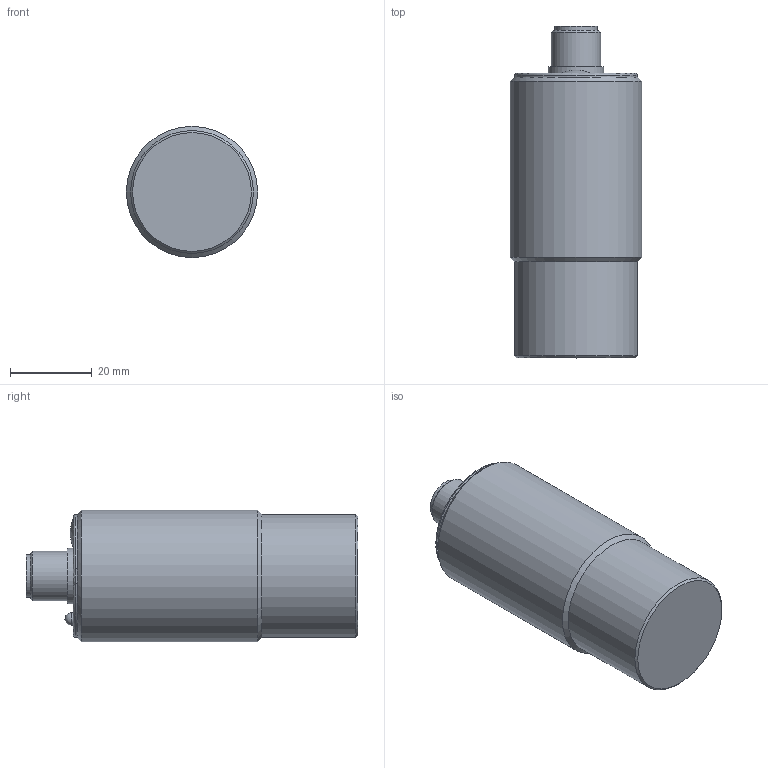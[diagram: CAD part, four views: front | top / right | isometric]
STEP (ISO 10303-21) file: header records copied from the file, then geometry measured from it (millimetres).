
FILE_DESCRIPTION(/* description */ (''),/* implementation_level */ '2;1');
FILE_NAME(/* name */ '820400_Shrinkwrap_1.stp',/* time_stamp */ '2021-12-21T14:54:29+01:00',/* author */ ('Krieger Anja'),/* organization */ (''),/* preprocessor_version */ 'ST-DEVELOPER v18.1',/* originating_system */ 'Autodesk Inventor 2021',/* authorisation */ '');
FILE_SCHEMA (('AUTOMOTIVE_DESIGN { 1 0 10303 214 3 1 1 }'));
Length unit declared in the file: millimetre
Products named in the file (1): 820400_Shrinkwrap_1
Bounding box: 32 x 81 x 32 mm (x, y, z)
Volume: 13517.5 mm3; surface area: 18190.5 mm2
Topology: 1 solids, 1 shells, 81 faces, 166 edges, 107 vertices
Faces by surface type: cylinder 31, plane 31, cone 10, sphere 5, torus 3, bspline 1
Full cylindrical faces by diameter (mm): 1 x8, 3 x2, 4 x1, 5 x2, 5.8 x1, 8 x1, 8.4 x1, 9.5 x2, 9.7 x1, 10.3 x1, 12 x2, 13.5 x1, 14 x1, 28 x2, 30 x1, 32 x1
Entity records: 2337 total; most frequent: DIRECTION 428, CARTESIAN_POINT 375, ORIENTED_EDGE 320, AXIS2_PLACEMENT_3D 187, EDGE_CURVE 160, EDGE_LOOP 107, VERTEX_POINT 107, CIRCLE 106
